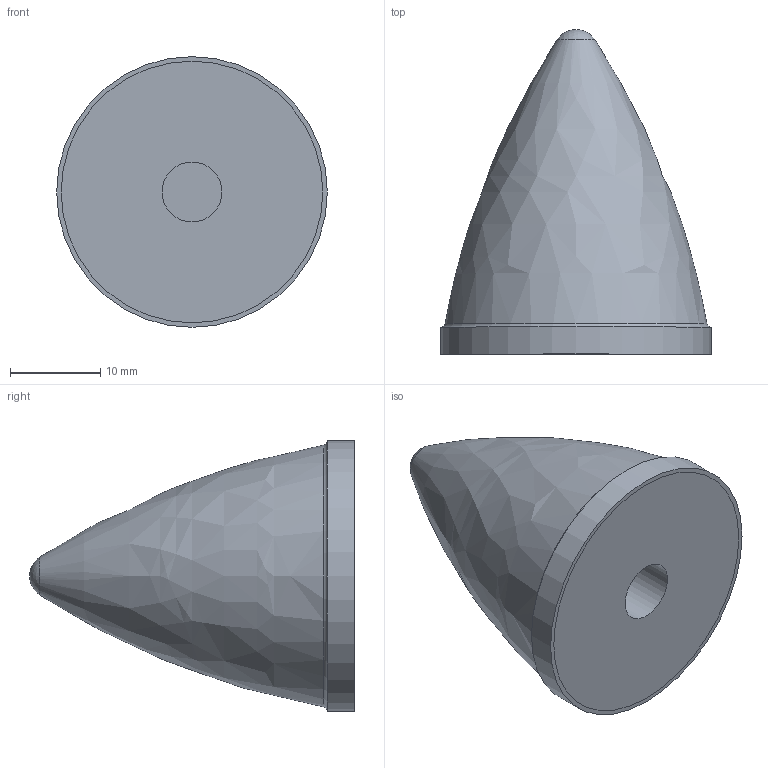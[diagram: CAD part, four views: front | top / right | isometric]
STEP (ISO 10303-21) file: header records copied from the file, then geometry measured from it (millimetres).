
FILE_DESCRIPTION(('STEP AP203'),'1');
FILE_NAME('MOOV00H1105.stp','2023-10-04T07:23:21',(' '),(' '),'Spatial InterOp 3D',' ',' ');
FILE_SCHEMA(('CONFIG_CONTROL_DESIGN'));
Length unit declared in the file: millimetre
Products named in the file (3): Butée élastique parabolique M8 D30x36
Assembly tree (2 placements, depth 2):
  Butée élastique parabolique M8 D30x36
    Butée élastique parabolique M8 D30x36
    Butée élastique parabolique M8 D30x36
Bounding box: 30 x 35.98 x 30 mm (x, y, z)
Volume: 12392.3 mm3; surface area: 5445.5 mm2
Topology: 2 solids, 2 shells, 26 faces, 56 edges, 39 vertices
Faces by surface type: plane 8, torus 7, cylinder 7, cone 2, sphere 1, bspline 1
Full cylindrical faces by diameter (mm): 6.647 x1, 8.5 x1, 11.4 x2, 29 x2, 30 x1
Entity records: 977 total; most frequent: CARTESIAN_POINT 294, DIRECTION 96, ORIENTED_EDGE 56, AXIS2_PLACEMENT_3D 48, EDGE_LOOP 48, FACE_OUTER_BOUND 41, EDGE_CURVE 28, VERTEX_POINT 28
